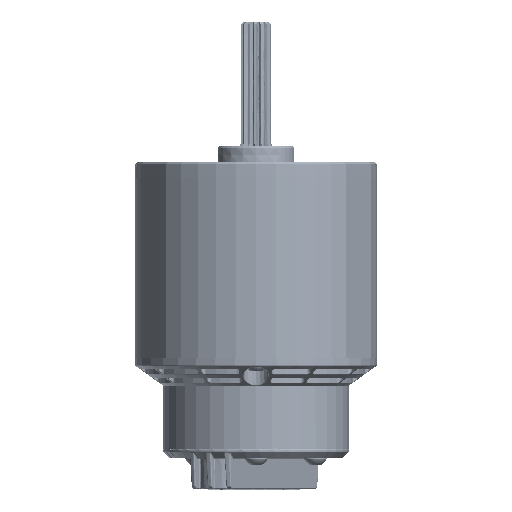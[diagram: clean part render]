
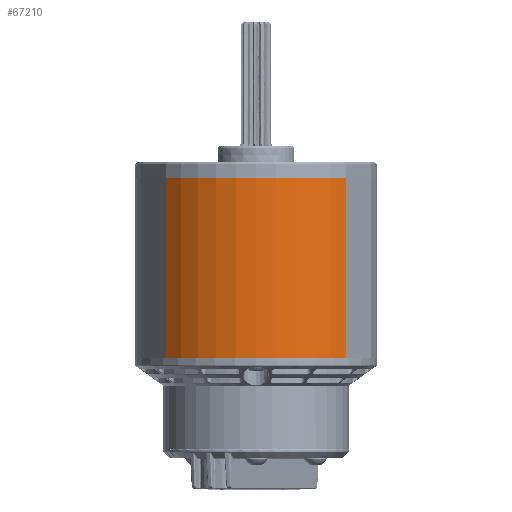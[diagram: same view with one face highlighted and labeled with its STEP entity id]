
A CAD part, left-side view. The second image highlights one B-rep face of the part: STEP entity #67210.
In plain terms, the highlighted cylindrical face has radius 30 mm (diameter 60 mm), a partial arc.
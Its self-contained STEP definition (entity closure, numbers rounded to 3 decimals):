
#6784 = VERTEX_POINT ( 'NONE', #123490 ) ;
#8456 = DIRECTION ( 'NONE',  ( 0., 0., 1. ) ) ;
#19959 = CIRCLE ( 'NONE', #47454, 30. ) ;
#25514 = CARTESIAN_POINT ( 'NONE',  ( 22.286, -20.084, -22.2 ) ) ;
#26309 = AXIS2_PLACEMENT_3D ( 'NONE', #150243, #8456, #70924 ) ;
#30111 = EDGE_CURVE ( 'NONE', #174292, #198718, #19959, .T. ) ;
#30873 = LINE ( 'NONE', #178387, #108822 ) ;
#35787 = VECTOR ( 'NONE', #129654, 1000. ) ;
#47454 = AXIS2_PLACEMENT_3D ( 'NONE', #53862, #119875, #135198 ) ;
#53414 = CYLINDRICAL_SURFACE ( 'NONE', #208407, 30. ) ;
#53862 = CARTESIAN_POINT ( 'NONE',  ( 0., 0., -22.2 ) ) ;
#58321 = LINE ( 'NONE', #79913, #35787 ) ;
#67210 = ADVANCED_FACE ( 'NONE', ( #186491 ), #53414, .T. ) ;
#70924 = DIRECTION ( 'NONE',  ( 1., 0., 0. ) ) ;
#75708 = DIRECTION ( 'NONE',  ( -1., 0., 0. ) ) ;
#79913 = CARTESIAN_POINT ( 'NONE',  ( -22.286, -20.084, 22.2 ) ) ;
#85386 = ORIENTED_EDGE ( 'NONE', *, *, #135627, .T. ) ;
#88036 = EDGE_LOOP ( 'NONE', ( #110313, #128977, #92331, #85386 ) ) ;
#88217 = CARTESIAN_POINT ( 'NONE',  ( 22.286, -20.084, 22.2 ) ) ;
#92331 = ORIENTED_EDGE ( 'NONE', *, *, #190185, .F. ) ;
#108822 = VECTOR ( 'NONE', #163042, 1000. ) ;
#110313 = ORIENTED_EDGE ( 'NONE', *, *, #30111, .T. ) ;
#119875 = DIRECTION ( 'NONE',  ( 0., 0., 1. ) ) ;
#123470 = CARTESIAN_POINT ( 'NONE',  ( 0., 0., 22.2 ) ) ;
#123490 = CARTESIAN_POINT ( 'NONE',  ( -22.286, -20.084, 22.2 ) ) ;
#124142 = DIRECTION ( 'NONE',  ( 0., 0., -1. ) ) ;
#128977 = ORIENTED_EDGE ( 'NONE', *, *, #150740, .F. ) ;
#129654 = DIRECTION ( 'NONE',  ( 0., 0., -1. ) ) ;
#135198 = DIRECTION ( 'NONE',  ( 1., 0., 0. ) ) ;
#135627 = EDGE_CURVE ( 'NONE', #6784, #174292, #58321, .T. ) ;
#150243 = CARTESIAN_POINT ( 'NONE',  ( 0., 0., 22.2 ) ) ;
#150740 = EDGE_CURVE ( 'NONE', #161829, #198718, #30873, .T. ) ;
#161829 = VERTEX_POINT ( 'NONE', #88217 ) ;
#163042 = DIRECTION ( 'NONE',  ( 0., 0., -1. ) ) ;
#174292 = VERTEX_POINT ( 'NONE', #208120 ) ;
#178387 = CARTESIAN_POINT ( 'NONE',  ( 22.286, -20.084, 22.2 ) ) ;
#186491 = FACE_OUTER_BOUND ( 'NONE', #88036, .T. ) ;
#190185 = EDGE_CURVE ( 'NONE', #6784, #161829, #204276, .T. ) ;
#198718 = VERTEX_POINT ( 'NONE', #25514 ) ;
#204276 = CIRCLE ( 'NONE', #26309, 30. ) ;
#208120 = CARTESIAN_POINT ( 'NONE',  ( -22.286, -20.084, -22.2 ) ) ;
#208407 = AXIS2_PLACEMENT_3D ( 'NONE', #123470, #124142, #75708 ) ;
